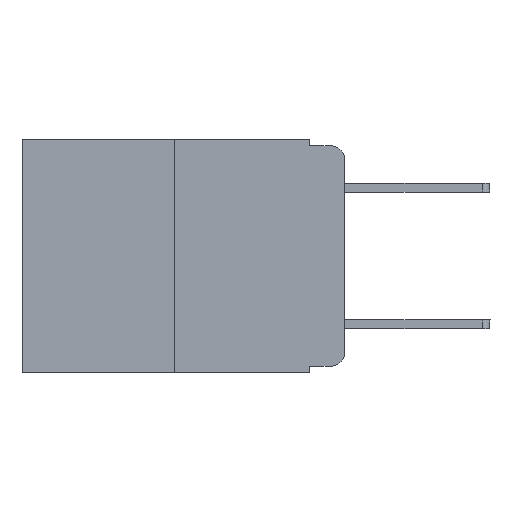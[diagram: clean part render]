
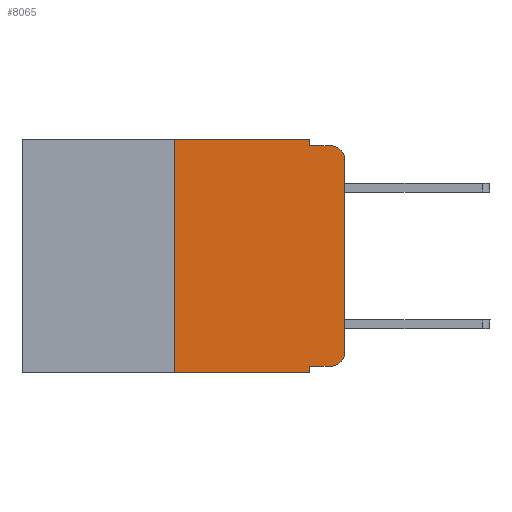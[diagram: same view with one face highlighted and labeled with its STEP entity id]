
A CAD part, left-side view. The second image highlights one B-rep face of the part: STEP entity #8065.
In plain terms, the highlighted planar face has unit normal (-1, 0, 0).
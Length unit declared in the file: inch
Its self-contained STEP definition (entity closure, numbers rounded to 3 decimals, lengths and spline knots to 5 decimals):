
#303 = CARTESIAN_POINT ( 'NONE',  ( 0., 0., -0.03 ) ) ;
#452 = DIRECTION ( 'NONE',  ( 0., -1., 0. ) ) ;
#487 = VERTEX_POINT ( 'NONE', #9644 ) ;
#509 = VERTEX_POINT ( 'NONE', #3971 ) ;
#681 = CARTESIAN_POINT ( 'NONE',  ( 0., 0.25, 0. ) ) ;
#701 = EDGE_CURVE ( 'NONE', #2328, #8538, #7693, .T. ) ;
#876 = ORIENTED_EDGE ( 'NONE', *, *, #4377, .T. ) ;
#1837 = EDGE_CURVE ( 'NONE', #6382, #509, #13614, .T. ) ;
#1976 = VECTOR ( 'NONE', #11002, 39.37008 ) ;
#2148 = DIRECTION ( 'NONE',  ( 0., 0., -1. ) ) ;
#2220 = LINE ( 'NONE', #14267, #1976 ) ;
#2328 = VERTEX_POINT ( 'NONE', #11357 ) ;
#2444 = CARTESIAN_POINT ( 'NONE',  ( 0., 0.051, 0. ) ) ;
#2674 = FACE_OUTER_BOUND ( 'NONE', #13000, .T. ) ;
#2804 = AXIS2_PLACEMENT_3D ( 'NONE', #4007, #10409, #5986 ) ;
#3676 = CARTESIAN_POINT ( 'NONE',  ( 0., 0.051, -0.01 ) ) ;
#3792 = CARTESIAN_POINT ( 'NONE',  ( 0., 0., 0. ) ) ;
#3971 = CARTESIAN_POINT ( 'NONE',  ( 0., 0.25, 0. ) ) ;
#3989 = VERTEX_POINT ( 'NONE', #303 ) ;
#4007 = CARTESIAN_POINT ( 'NONE',  ( 0., 0.02, -0.313 ) ) ;
#4080 = EDGE_CURVE ( 'NONE', #7406, #13690, #9339, .T. ) ;
#4191 = EDGE_CURVE ( 'NONE', #509, #2328, #11623, .T. ) ;
#4316 = LINE ( 'NONE', #5488, #13386 ) ;
#4377 = EDGE_CURVE ( 'NONE', #3989, #487, #4978, .T. ) ;
#4378 = CARTESIAN_POINT ( 'NONE',  ( 0., 0.02, -0.03 ) ) ;
#4459 = ORIENTED_EDGE ( 'NONE', *, *, #8147, .F. ) ;
#4773 = VERTEX_POINT ( 'NONE', #9889 ) ;
#4856 = PLANE ( 'NONE',  #10582 ) ;
#4978 = CIRCLE ( 'NONE', #12847, 0.02 ) ;
#5120 = ORIENTED_EDGE ( 'NONE', *, *, #7122, .T. ) ;
#5472 = DIRECTION ( 'NONE',  ( -1., 0., 0. ) ) ;
#5488 = CARTESIAN_POINT ( 'NONE',  ( 0., 0.051, -0.01 ) ) ;
#5642 = CARTESIAN_POINT ( 'NONE',  ( 0., 0.051, -0.343 ) ) ;
#5665 = VECTOR ( 'NONE', #12958, 39.37008 ) ;
#5805 = DIRECTION ( 'NONE',  ( 0., 0., -1. ) ) ;
#5893 = CARTESIAN_POINT ( 'NONE',  ( 0., 0.02, -0.333 ) ) ;
#5986 = DIRECTION ( 'NONE',  ( 0., 0., -1. ) ) ;
#6124 = DIRECTION ( 'NONE',  ( 0., 0., 1. ) ) ;
#6216 = CARTESIAN_POINT ( 'NONE',  ( 0., 0.051, -0.333 ) ) ;
#6356 = ORIENTED_EDGE ( 'NONE', *, *, #8876, .F. ) ;
#6382 = VERTEX_POINT ( 'NONE', #13983 ) ;
#6418 = CARTESIAN_POINT ( 'NONE',  ( 0., 0.473, 0. ) ) ;
#6441 = VECTOR ( 'NONE', #2148, 39.37008 ) ;
#6646 = ORIENTED_EDGE ( 'NONE', *, *, #1837, .F. ) ;
#6754 = ORIENTED_EDGE ( 'NONE', *, *, #7877, .T. ) ;
#7034 = VERTEX_POINT ( 'NONE', #5642 ) ;
#7092 = VECTOR ( 'NONE', #7372, 39.37008 ) ;
#7122 = EDGE_CURVE ( 'NONE', #6382, #7034, #2220, .T. ) ;
#7372 = DIRECTION ( 'NONE',  ( 0., -1., 0. ) ) ;
#7406 = VERTEX_POINT ( 'NONE', #6216 ) ;
#7693 = LINE ( 'NONE', #12083, #6441 ) ;
#7734 = ORIENTED_EDGE ( 'NONE', *, *, #4080, .T. ) ;
#7877 = EDGE_CURVE ( 'NONE', #4773, #3989, #13733, .T. ) ;
#8065 = ADVANCED_FACE ( 'NONE', ( #2674 ), #4856, .F. ) ;
#8147 = EDGE_CURVE ( 'NONE', #7406, #7034, #12190, .T. ) ;
#8538 = VERTEX_POINT ( 'NONE', #3676 ) ;
#8770 = DIRECTION ( 'NONE',  ( 0., -1., 0. ) ) ;
#8876 = EDGE_CURVE ( 'NONE', #8538, #487, #4316, .T. ) ;
#9229 = DIRECTION ( 'NONE',  ( 1., 0., 0. ) ) ;
#9339 = LINE ( 'NONE', #13740, #9626 ) ;
#9367 = DIRECTION ( 'NONE',  ( 0., 0., -1. ) ) ;
#9626 = VECTOR ( 'NONE', #452, 39.37008 ) ;
#9644 = CARTESIAN_POINT ( 'NONE',  ( 0., 0.02, -0.01 ) ) ;
#9889 = CARTESIAN_POINT ( 'NONE',  ( 0., 0., -0.313 ) ) ;
#10409 = DIRECTION ( 'NONE',  ( -1., 0., 0. ) ) ;
#10582 = AXIS2_PLACEMENT_3D ( 'NONE', #12616, #9229, #9367 ) ;
#10764 = ORIENTED_EDGE ( 'NONE', *, *, #4191, .F. ) ;
#10766 = ORIENTED_EDGE ( 'NONE', *, *, #701, .F. ) ;
#10807 = VECTOR ( 'NONE', #5805, 39.37008 ) ;
#11002 = DIRECTION ( 'NONE',  ( 0., -1., 0. ) ) ;
#11180 = DIRECTION ( 'NONE',  ( 0., 0., -1. ) ) ;
#11357 = CARTESIAN_POINT ( 'NONE',  ( 0., 0.051, 0. ) ) ;
#11439 = ORIENTED_EDGE ( 'NONE', *, *, #12144, .T. ) ;
#11623 = LINE ( 'NONE', #6418, #7092 ) ;
#11736 = VECTOR ( 'NONE', #6124, 39.37008 ) ;
#12083 = CARTESIAN_POINT ( 'NONE',  ( 0., 0.051, 0. ) ) ;
#12144 = EDGE_CURVE ( 'NONE', #13690, #4773, #13919, .T. ) ;
#12190 = LINE ( 'NONE', #2444, #10807 ) ;
#12616 = CARTESIAN_POINT ( 'NONE',  ( 0., 0.473, 0. ) ) ;
#12847 = AXIS2_PLACEMENT_3D ( 'NONE', #4378, #5472, #11180 ) ;
#12958 = DIRECTION ( 'NONE',  ( 0., 0., 1. ) ) ;
#13000 = EDGE_LOOP ( 'NONE', ( #6754, #876, #6356, #10766, #10764, #6646, #5120, #4459, #7734, #11439 ) ) ;
#13386 = VECTOR ( 'NONE', #8770, 39.37008 ) ;
#13614 = LINE ( 'NONE', #681, #5665 ) ;
#13690 = VERTEX_POINT ( 'NONE', #5893 ) ;
#13733 = LINE ( 'NONE', #3792, #11736 ) ;
#13740 = CARTESIAN_POINT ( 'NONE',  ( 0., 0.051, -0.333 ) ) ;
#13919 = CIRCLE ( 'NONE', #2804, 0.02 ) ;
#13983 = CARTESIAN_POINT ( 'NONE',  ( 0., 0.25, -0.343 ) ) ;
#14267 = CARTESIAN_POINT ( 'NONE',  ( 0., 0.473, -0.343 ) ) ;
